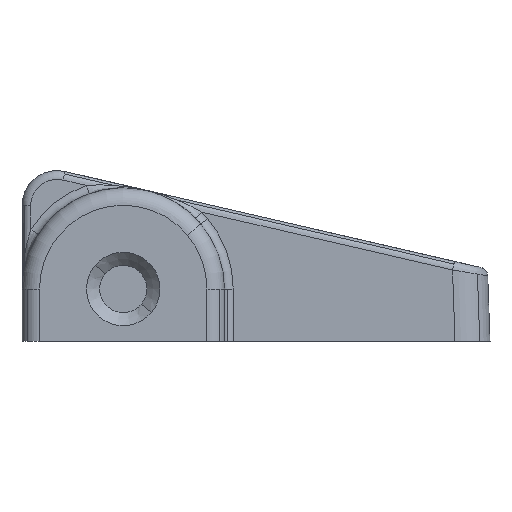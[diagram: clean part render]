
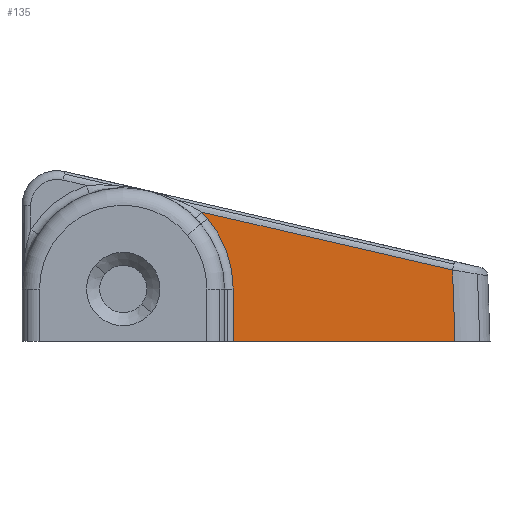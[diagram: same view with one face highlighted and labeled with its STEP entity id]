
A CAD part, left-side view. The second image highlights one B-rep face of the part: STEP entity #135.
In plain terms, the highlighted planar face has unit normal (-1, 0, 0).
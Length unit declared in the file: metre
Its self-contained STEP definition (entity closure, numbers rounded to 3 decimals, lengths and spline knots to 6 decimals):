
#135=ADVANCED_FACE('3:498',(#409),#410,.F.);
#409=FACE_OUTER_BOUND('',#2622,.T.);
#410=PLANE('',#2623);
#2622=EDGE_LOOP('',(#6728,#6729,#6730,#6731,#6732,#6733));
#2623=AXIS2_PLACEMENT_3D('',#6734,#6735,#6736);
#6728=ORIENTED_EDGE('',*,*,#7779,.T.);
#6729=ORIENTED_EDGE('',*,*,#7814,.F.);
#6730=ORIENTED_EDGE('',*,*,#7688,.F.);
#6731=ORIENTED_EDGE('',*,*,#7815,.F.);
#6732=ORIENTED_EDGE('',*,*,#7707,.F.);
#6733=ORIENTED_EDGE('',*,*,#7813,.F.);
#6734=CARTESIAN_POINT('',(-0.044307,-0.042351,-0.032076));
#6735=DIRECTION('',(1.0,0.,0.));
#6736=DIRECTION('',(0.,0.899,0.438));
#7688=EDGE_CURVE('3:1086',#8330,#8332,#8333,.T.);
#7707=EDGE_CURVE('3:1089',#8366,#8360,#8368,.T.);
#7779=EDGE_CURVE('3:936',#8486,#8484,#8487,.T.);
#7813=EDGE_CURVE('3:1077',#8486,#8366,#8530,.T.);
#7814=EDGE_CURVE('3:1083',#8332,#8484,#8531,.T.);
#7815=EDGE_CURVE('3:1089',#8360,#8330,#8532,.T.);
#8330=VERTEX_POINT('',#9386);
#8332=VERTEX_POINT('',#9419);
#8333=LINE('',#9420,#9421);
#8360=VERTEX_POINT('',#9567);
#8366=VERTEX_POINT('',#9573);
#8368=CIRCLE('',#9575,0.006293);
#8484=VERTEX_POINT('',#9805);
#8486=VERTEX_POINT('',#9807);
#8487=LINE('',#9808,#9809);
#8530=LINE('',#9868,#9869);
#8531=LINE('',#9870,#9871);
#8532=CIRCLE('',#9872,0.006293);
#9386=CARTESIAN_POINT('',(-0.044307,-0.065468,0.082479));
#9419=CARTESIAN_POINT('',(-0.044307,-0.079814,0.079167));
#9420=CARTESIAN_POINT('',(-0.044307,-0.068834,0.081702));
#9421=VECTOR('',#10776,1.0);
#9567=CARTESIAN_POINT('',(-0.044307,-0.065791,0.082123));
#9573=CARTESIAN_POINT('',(-0.044307,-0.067263,0.078078));
#9575=AXIS2_PLACEMENT_3D('',#10807,#10808,#10809);
#9805=CARTESIAN_POINT('',(-0.044307,-0.079957,0.075085));
#9807=CARTESIAN_POINT('',(-0.044307,-0.067263,0.075085));
#9808=CARTESIAN_POINT('',(-0.044307,-0.046966,0.075085));
#9809=VECTOR('',#10947,1.0);
#9868=CARTESIAN_POINT('',(-0.044307,-0.067263,0.020303));
#9869=VECTOR('',#11015,1.0);
#9870=CARTESIAN_POINT('',(-0.044307,-0.082224,0.010154));
#9871=VECTOR('',#11016,1.);
#9872=AXIS2_PLACEMENT_3D('',#11017,#11018,#11019);
#10776=DIRECTION('',(0.,-0.974,-0.225));
#10807=CARTESIAN_POINT('',(-0.044307,-0.06097,0.078078));
#10808=DIRECTION('',(-1.0,0.,0.));
#10809=DIRECTION('',(0.,-0.894,0.448));
#10947=DIRECTION('',(0.,-1.0,0.));
#11015=DIRECTION('',(0.,0.,1.0));
#11016=DIRECTION('',(0.,-0.035,-0.999));
#11017=CARTESIAN_POINT('',(-0.044307,-0.06097,0.078078));
#11018=DIRECTION('',(-1.0,0.,0.));
#11019=DIRECTION('',(0.,-0.894,0.448));
